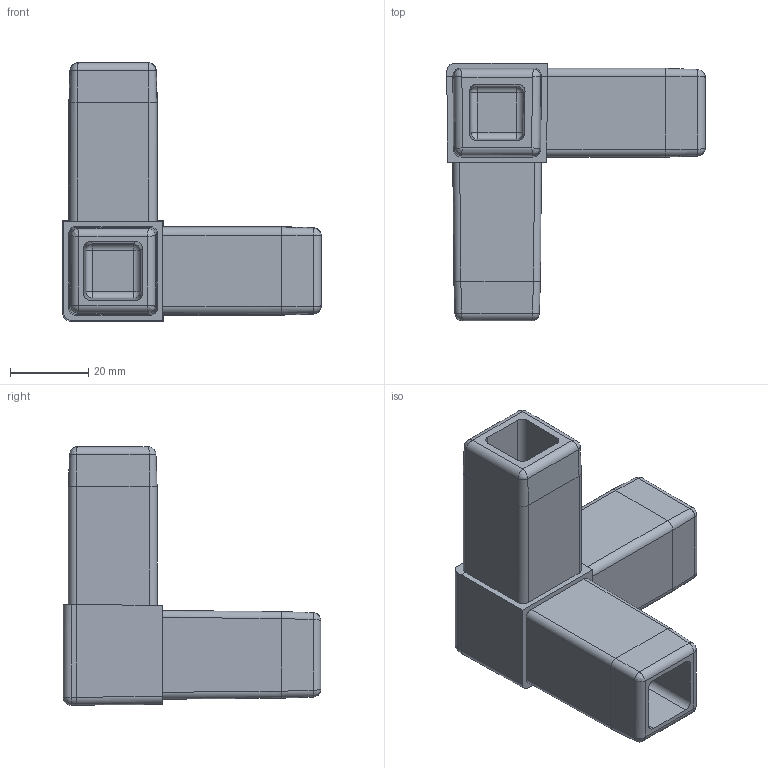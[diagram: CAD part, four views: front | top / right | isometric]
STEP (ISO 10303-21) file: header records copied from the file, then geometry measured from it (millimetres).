
FILE_DESCRIPTION(('STEP AP214'),'1');
FILE_NAME('Future 308 05.15.13.stp','2014-06-26T01:23:17',(' '),(' '),'Spatial InterOp 3D',' ',' ');
FILE_SCHEMA(('automotive_design'));
Length unit declared in the file: metre
Products named in the file (1): 1
Bounding box: 66.23 x 66.04 x 66.23 mm (x, y, z)
Volume: 48820.1 mm3; surface area: 21614.7 mm2
Topology: 1 solids, 1 shells, 141 faces, 343 edges, 191 vertices
Faces by surface type: cylinder 56, plane 52, bspline 20, sphere 13
Entity records: 7663 total; most frequent: CARTESIAN_POINT 3661, ORIENTED_EDGE 652, DIRECTION 502, EDGE_CURVE 326, VERTEX_POINT 191, LINE 170, VECTOR 170, AXIS2_PLACEMENT_3D 166
